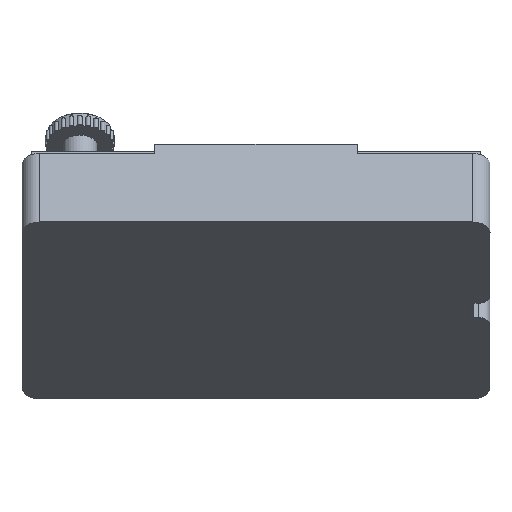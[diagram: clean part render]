
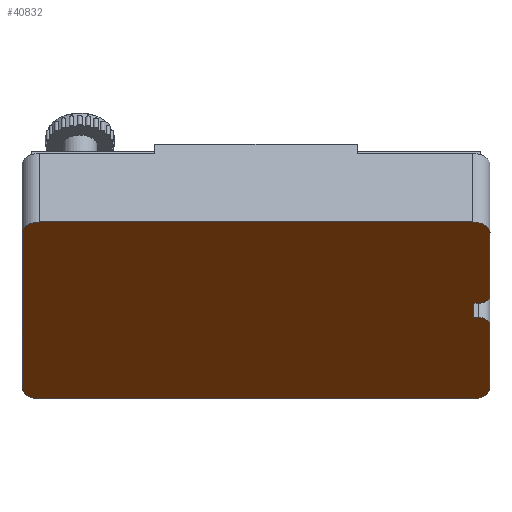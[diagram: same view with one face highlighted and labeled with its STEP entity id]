
A CAD part, left-side view. The second image highlights one B-rep face of the part: STEP entity #40832.
In plain terms, the highlighted planar face has unit normal (-0.612, 0, -0.791).
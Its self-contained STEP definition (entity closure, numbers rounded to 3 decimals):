
#4355=LINE('',#68129,#8707);
#4392=LINE('',#68232,#8744);
#4414=LINE('',#68285,#8766);
#4416=LINE('',#68289,#8768);
#4417=LINE('',#68293,#8769);
#4418=LINE('',#68296,#8770);
#4419=LINE('',#68300,#8771);
#4420=LINE('',#68303,#8772);
#8707=VECTOR('',#55310,2.);
#8744=VECTOR('',#55419,37.5);
#8766=VECTOR('',#55473,0.4);
#8768=VECTOR('',#55477,9.);
#8769=VECTOR('',#55480,37.5);
#8770=VECTOR('',#55483,22.);
#8771=VECTOR('',#55486,9.);
#8772=VECTOR('',#55489,0.4);
#11651=FACE_OUTER_BOUND('',#13923,.T.);
#13923=EDGE_LOOP('',(#36171,#36172,#36173,#36174,#36175,#36176,#36177,#36178,
#36179,#36180,#36181,#36182,#36183,#36184));
#15351=CIRCLE('',#44292,1.5);
#15354=CIRCLE('',#44308,1.);
#15355=CIRCLE('',#44311,1.5);
#15356=CIRCLE('',#44312,1.5);
#15357=CIRCLE('',#44313,1.5);
#15358=CIRCLE('',#44314,1.);
#19087=VERTEX_POINT('',#68126);
#19088=VERTEX_POINT('',#68128);
#19114=VERTEX_POINT('',#68219);
#19115=VERTEX_POINT('',#68221);
#19118=VERTEX_POINT('',#68230);
#19132=VERTEX_POINT('',#68279);
#19133=VERTEX_POINT('',#68281);
#19134=VERTEX_POINT('',#68288);
#19135=VERTEX_POINT('',#68290);
#19136=VERTEX_POINT('',#68292);
#19137=VERTEX_POINT('',#68294);
#19138=VERTEX_POINT('',#68297);
#19139=VERTEX_POINT('',#68299);
#19140=VERTEX_POINT('',#68301);
#24784=EDGE_CURVE('',#19088,#19087,#4355,.T.);
#24827=EDGE_CURVE('',#19115,#19114,#15351,.T.);
#24833=EDGE_CURVE('',#19114,#19118,#4392,.T.);
#24856=EDGE_CURVE('',#19132,#19133,#15354,.T.);
#24858=EDGE_CURVE('',#19087,#19133,#4414,.T.);
#24860=EDGE_CURVE('',#19132,#19134,#4416,.T.);
#24861=EDGE_CURVE('',#19134,#19135,#15355,.T.);
#24862=EDGE_CURVE('',#19135,#19136,#4417,.T.);
#24863=EDGE_CURVE('',#19136,#19137,#15356,.T.);
#24864=EDGE_CURVE('',#19137,#19115,#4418,.T.);
#24865=EDGE_CURVE('',#19118,#19138,#15357,.T.);
#24866=EDGE_CURVE('',#19138,#19139,#4419,.T.);
#24867=EDGE_CURVE('',#19140,#19139,#15358,.T.);
#24868=EDGE_CURVE('',#19140,#19088,#4420,.T.);
#36171=ORIENTED_EDGE('',*,*,#24856,.F.);
#36172=ORIENTED_EDGE('',*,*,#24860,.T.);
#36173=ORIENTED_EDGE('',*,*,#24861,.T.);
#36174=ORIENTED_EDGE('',*,*,#24862,.T.);
#36175=ORIENTED_EDGE('',*,*,#24863,.T.);
#36176=ORIENTED_EDGE('',*,*,#24864,.T.);
#36177=ORIENTED_EDGE('',*,*,#24827,.T.);
#36178=ORIENTED_EDGE('',*,*,#24833,.T.);
#36179=ORIENTED_EDGE('',*,*,#24865,.T.);
#36180=ORIENTED_EDGE('',*,*,#24866,.T.);
#36181=ORIENTED_EDGE('',*,*,#24867,.F.);
#36182=ORIENTED_EDGE('',*,*,#24868,.T.);
#36183=ORIENTED_EDGE('',*,*,#24784,.T.);
#36184=ORIENTED_EDGE('',*,*,#24858,.T.);
#37920=PLANE('',#44310);
#40832=ADVANCED_FACE('',(#11651),#37920,.F.);
#44292=AXIS2_PLACEMENT_3D('',#68222,#55410,#55411);
#44308=AXIS2_PLACEMENT_3D('',#68282,#55468,#55469);
#44310=AXIS2_PLACEMENT_3D('',#68287,#55475,#55476);
#44311=AXIS2_PLACEMENT_3D('',#68291,#55478,#55479);
#44312=AXIS2_PLACEMENT_3D('',#68295,#55481,#55482);
#44313=AXIS2_PLACEMENT_3D('',#68298,#55484,#55485);
#44314=AXIS2_PLACEMENT_3D('',#68302,#55487,#55488);
#55310=DIRECTION('',(-0.791,0.,0.612));
#55410=DIRECTION('center_axis',(-0.612,0.,
-0.791));
#55411=DIRECTION('ref_axis',(-0.791,0.,0.612));
#55419=DIRECTION('',(0.,-1.,0.));
#55468=DIRECTION('center_axis',(0.612,0.,
0.791));
#55469=DIRECTION('ref_axis',(0.559,-0.707,-0.433));
#55473=DIRECTION('',(0.,-1.,0.));
#55475=DIRECTION('center_axis',(0.612,0.,
0.791));
#55476=DIRECTION('ref_axis',(0.791,0.,-0.612));
#55477=DIRECTION('',(-0.791,0.,0.612));
#55478=DIRECTION('center_axis',(-0.612,0.,
-0.791));
#55479=DIRECTION('ref_axis',(0.791,0.,-0.612));
#55480=DIRECTION('',(0.,1.,0.));
#55481=DIRECTION('center_axis',(-0.612,0.,
-0.791));
#55482=DIRECTION('ref_axis',(0.,-1.,0.));
#55483=DIRECTION('',(0.791,0.,-0.612));
#55484=DIRECTION('center_axis',(-0.612,0.,
-0.791));
#55485=DIRECTION('ref_axis',(0.,1.,0.));
#55486=DIRECTION('',(-0.791,0.,0.612));
#55487=DIRECTION('center_axis',(0.612,0.,
0.791));
#55488=DIRECTION('ref_axis',(-0.559,-0.707,0.433));
#55489=DIRECTION('',(0.,1.,0.));
#68126=CARTESIAN_POINT('',(-38.373,-31.503,-4.193));
#68128=CARTESIAN_POINT('',(-36.791,-31.503,-5.417));
#68129=CARTESIAN_POINT('',(-37.187,-31.503,-5.111));
#68219=CARTESIAN_POINT('',(-27.699,6.097,-12.459));
#68221=CARTESIAN_POINT('',(-28.885,7.597,-11.54));
#68222=CARTESIAN_POINT('Origin',(-28.885,6.097,-11.54));
#68230=CARTESIAN_POINT('',(-27.699,-31.403,-12.459));
#68232=CARTESIAN_POINT('',(-27.699,6.097,-12.459));
#68279=CARTESIAN_POINT('',(-39.163,-32.903,-3.581));
#68281=CARTESIAN_POINT('',(-38.373,-31.903,-4.193));
#68282=CARTESIAN_POINT('Origin',(-39.163,-31.903,-3.581));
#68285=CARTESIAN_POINT('',(-38.373,-22.078,-4.193));
#68287=CARTESIAN_POINT('Origin',(-37.582,-12.653,-4.805));
#68288=CARTESIAN_POINT('',(-46.279,-32.903,1.93));
#68289=CARTESIAN_POINT('',(-28.885,-32.903,-11.54));
#68290=CARTESIAN_POINT('',(-47.465,-31.403,2.848));
#68291=CARTESIAN_POINT('Origin',(-46.279,-31.403,1.93));
#68292=CARTESIAN_POINT('',(-47.465,6.097,2.848));
#68293=CARTESIAN_POINT('',(-47.465,-31.403,2.848));
#68294=CARTESIAN_POINT('',(-46.279,7.597,1.93));
#68295=CARTESIAN_POINT('Origin',(-46.279,6.097,1.93));
#68296=CARTESIAN_POINT('',(-46.279,7.597,1.93));
#68297=CARTESIAN_POINT('',(-28.885,-32.903,-11.54));
#68298=CARTESIAN_POINT('Origin',(-28.885,-31.403,-11.54));
#68299=CARTESIAN_POINT('',(-36.001,-32.903,-6.03));
#68300=CARTESIAN_POINT('',(-28.885,-32.903,-11.54));
#68301=CARTESIAN_POINT('',(-36.791,-31.903,-5.417));
#68302=CARTESIAN_POINT('Origin',(-36.001,-31.903,-6.03));
#68303=CARTESIAN_POINT('',(-36.791,-22.778,-5.417));
